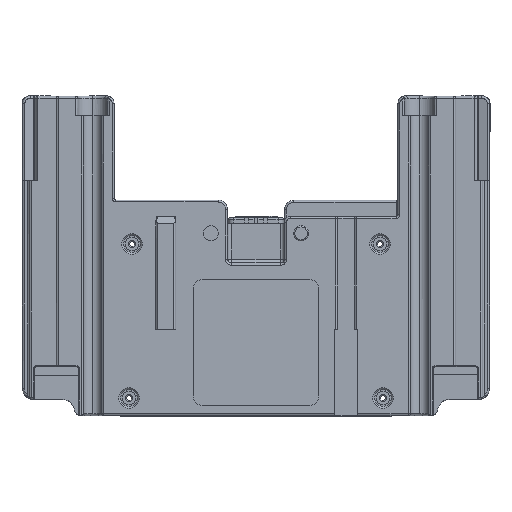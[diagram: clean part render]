
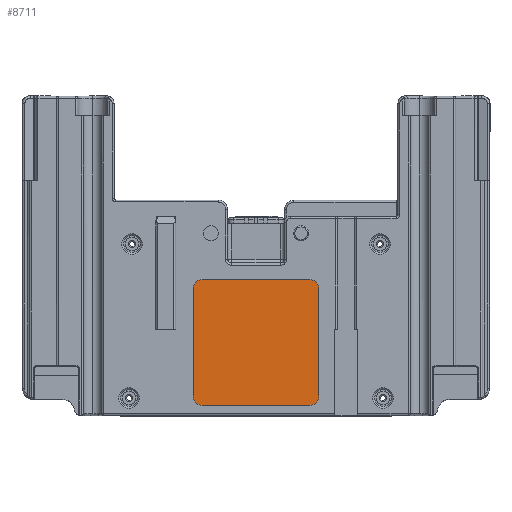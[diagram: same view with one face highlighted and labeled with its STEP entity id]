
A CAD part, top view. The second image highlights one B-rep face of the part: STEP entity #8711.
In plain terms, the highlighted face is planar.
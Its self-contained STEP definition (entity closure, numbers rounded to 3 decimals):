
#771 = DIRECTION ( 'NONE',  ( -1., 0., 0. ) ) ;
#2890 = VERTEX_POINT ( 'NONE', #21293 ) ;
#3717 = AXIS2_PLACEMENT_3D ( 'NONE', #15388, #19760, #41915 ) ;
#6569 = VECTOR ( 'NONE', #33667, 1000. ) ;
#6834 = VERTEX_POINT ( 'NONE', #22352 ) ;
#7524 = DIRECTION ( 'NONE',  ( -1., 0., 0. ) ) ;
#7558 = EDGE_CURVE ( 'NONE', #38575, #13764, #14270, .T. ) ;
#8299 = ORIENTED_EDGE ( 'NONE', *, *, #8945, .T. ) ;
#8711 = ADVANCED_FACE ( 'NONE', ( #28105 ), #9335, .T. ) ;
#8945 = EDGE_CURVE ( 'NONE', #13764, #6834, #42511, .T. ) ;
#9335 = PLANE ( 'NONE',  #25354 ) ;
#10002 = VECTOR ( 'NONE', #10907, 1000. ) ;
#10907 = DIRECTION ( 'NONE',  ( -1., 0., 0. ) ) ;
#11268 = DIRECTION ( 'NONE',  ( 0., 0., -1. ) ) ;
#11926 = VECTOR ( 'NONE', #20177, 1000. ) ;
#12187 = DIRECTION ( 'NONE',  ( 0., 0., -1. ) ) ;
#12421 = CARTESIAN_POINT ( 'NONE',  ( 14.25, -6.3, -8.425 ) ) ;
#13764 = VERTEX_POINT ( 'NONE', #28937 ) ;
#14088 = LINE ( 'NONE', #33304, #10002 ) ;
#14172 = CARTESIAN_POINT ( 'NONE',  ( -14.25, -8.8, -8.425 ) ) ;
#14270 = LINE ( 'NONE', #16475, #11926 ) ;
#14493 = DIRECTION ( 'NONE',  ( 0., 0., -1. ) ) ;
#14801 = EDGE_CURVE ( 'NONE', #2890, #24633, #31537, .T. ) ;
#15388 = CARTESIAN_POINT ( 'NONE',  ( 14.25, -8.8, -8.425 ) ) ;
#15399 = CARTESIAN_POINT ( 'NONE',  ( -16.75, -8.8, -8.425 ) ) ;
#15672 = CIRCLE ( 'NONE', #43847, 2.5 ) ;
#16475 = CARTESIAN_POINT ( 'NONE',  ( 16.75, -6.3, -8.425 ) ) ;
#18212 = VERTEX_POINT ( 'NONE', #26852 ) ;
#18987 = VECTOR ( 'NONE', #40915, 1000. ) ;
#19668 = CARTESIAN_POINT ( 'NONE',  ( -14.25, -37.3, -8.425 ) ) ;
#19760 = DIRECTION ( 'NONE',  ( 0., 0., -1. ) ) ;
#20117 = AXIS2_PLACEMENT_3D ( 'NONE', #21783, #11268, #7524 ) ;
#20177 = DIRECTION ( 'NONE',  ( 0., -1., 0. ) ) ;
#21277 = DIRECTION ( 'NONE',  ( -1., 0., 0. ) ) ;
#21293 = CARTESIAN_POINT ( 'NONE',  ( -14.25, -6.3, -8.425 ) ) ;
#21334 = EDGE_CURVE ( 'NONE', #22401, #47800, #44395, .T. ) ;
#21532 = EDGE_CURVE ( 'NONE', #47800, #2890, #38027, .T. ) ;
#21783 = CARTESIAN_POINT ( 'NONE',  ( 14.25, -37.3, -8.425 ) ) ;
#22352 = CARTESIAN_POINT ( 'NONE',  ( 14.25, -39.8, -8.425 ) ) ;
#22401 = VERTEX_POINT ( 'NONE', #43075 ) ;
#22841 = EDGE_CURVE ( 'NONE', #24633, #38575, #22865, .T. ) ;
#22865 = CIRCLE ( 'NONE', #3717, 2.5 ) ;
#23341 = EDGE_CURVE ( 'NONE', #6834, #18212, #14088, .T. ) ;
#24131 = DIRECTION ( 'NONE',  ( -1., 0., 0. ) ) ;
#24633 = VERTEX_POINT ( 'NONE', #12421 ) ;
#25354 = AXIS2_PLACEMENT_3D ( 'NONE', #35597, #31414, #24131 ) ;
#25462 = CARTESIAN_POINT ( 'NONE',  ( 16.75, -8.8, -8.425 ) ) ;
#26490 = ORIENTED_EDGE ( 'NONE', *, *, #22841, .T. ) ;
#26852 = CARTESIAN_POINT ( 'NONE',  ( -14.25, -39.8, -8.425 ) ) ;
#28105 = FACE_OUTER_BOUND ( 'NONE', #30710, .T. ) ;
#28937 = CARTESIAN_POINT ( 'NONE',  ( 16.75, -37.3, -8.425 ) ) ;
#29473 = CARTESIAN_POINT ( 'NONE',  ( -16.75, -6.3, -8.425 ) ) ;
#30166 = ORIENTED_EDGE ( 'NONE', *, *, #43214, .T. ) ;
#30710 = EDGE_LOOP ( 'NONE', ( #41603, #8299, #40923, #30166, #46382, #38051, #44119, #26490 ) ) ;
#31414 = DIRECTION ( 'NONE',  ( 0., 0., -1. ) ) ;
#31537 = LINE ( 'NONE', #48051, #6569 ) ;
#33304 = CARTESIAN_POINT ( 'NONE',  ( 16.75, -39.8, -8.425 ) ) ;
#33667 = DIRECTION ( 'NONE',  ( 1., 0., 0. ) ) ;
#35597 = CARTESIAN_POINT ( 'NONE',  ( 0., 0., -8.425 ) ) ;
#38027 = CIRCLE ( 'NONE', #41391, 2.5 ) ;
#38051 = ORIENTED_EDGE ( 'NONE', *, *, #21532, .T. ) ;
#38575 = VERTEX_POINT ( 'NONE', #25462 ) ;
#40915 = DIRECTION ( 'NONE',  ( 0., 1., 0. ) ) ;
#40923 = ORIENTED_EDGE ( 'NONE', *, *, #23341, .T. ) ;
#41391 = AXIS2_PLACEMENT_3D ( 'NONE', #14172, #14493, #21277 ) ;
#41603 = ORIENTED_EDGE ( 'NONE', *, *, #7558, .T. ) ;
#41915 = DIRECTION ( 'NONE',  ( -1., 0., 0. ) ) ;
#42511 = CIRCLE ( 'NONE', #20117, 2.5 ) ;
#43075 = CARTESIAN_POINT ( 'NONE',  ( -16.75, -37.3, -8.425 ) ) ;
#43214 = EDGE_CURVE ( 'NONE', #18212, #22401, #15672, .T. ) ;
#43847 = AXIS2_PLACEMENT_3D ( 'NONE', #19668, #12187, #771 ) ;
#44119 = ORIENTED_EDGE ( 'NONE', *, *, #14801, .T. ) ;
#44395 = LINE ( 'NONE', #29473, #18987 ) ;
#46382 = ORIENTED_EDGE ( 'NONE', *, *, #21334, .T. ) ;
#47800 = VERTEX_POINT ( 'NONE', #15399 ) ;
#48051 = CARTESIAN_POINT ( 'NONE',  ( 16.75, -6.3, -8.425 ) ) ;
